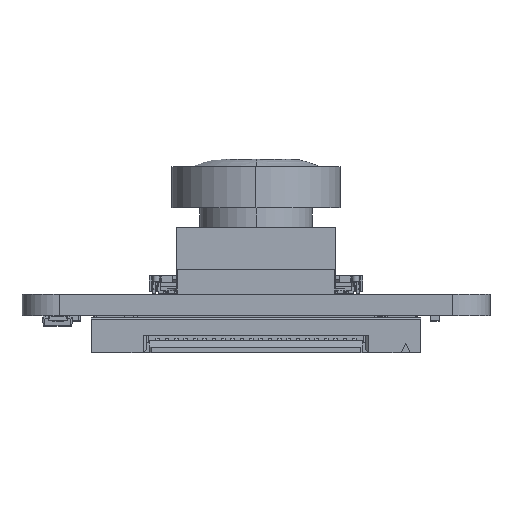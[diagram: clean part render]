
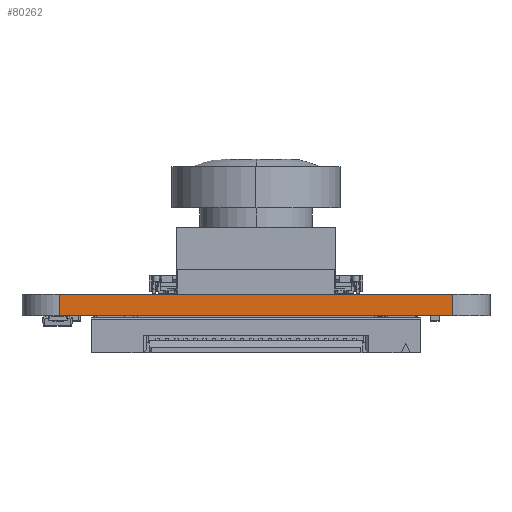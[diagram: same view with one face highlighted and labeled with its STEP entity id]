
A CAD part, front view. The second image highlights one B-rep face of the part: STEP entity #80262.
In plain terms, the highlighted planar face has unit normal (0, -1, 0).
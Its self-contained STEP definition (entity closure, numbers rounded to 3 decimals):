
#4508 = LINE ( 'NONE', #62851, #60411 ) ;
#10661 = ORIENTED_EDGE ( 'NONE', *, *, #49277, .F. ) ;
#17611 = PLANE ( 'NONE',  #87472 ) ;
#24349 = EDGE_LOOP ( 'NONE', ( #66148, #34409, #10661, #69401 ) ) ;
#24788 = DIRECTION ( 'NONE',  ( 0., 0., -1. ) ) ;
#24970 = LINE ( 'NONE', #32635, #69839 ) ;
#27249 = VECTOR ( 'NONE', #48171, 1000. ) ;
#29545 = LINE ( 'NONE', #47243, #27249 ) ;
#31750 = VECTOR ( 'NONE', #90841, 1000. ) ;
#32456 = DIRECTION ( 'NONE',  ( 0., -1., 0. ) ) ;
#32635 = CARTESIAN_POINT ( 'NONE',  ( 10.5, -9.362, 1.142 ) ) ;
#33439 = CARTESIAN_POINT ( 'NONE',  ( 10.5, -9.362, 0. ) ) ;
#34237 = EDGE_CURVE ( 'NONE', #49709, #70094, #48290, .T. ) ;
#34409 = ORIENTED_EDGE ( 'NONE', *, *, #86208, .T. ) ;
#34529 = EDGE_CURVE ( 'NONE', #49709, #45008, #29545, .T. ) ;
#41697 = CARTESIAN_POINT ( 'NONE',  ( 10.5, -9.362, 1.142 ) ) ;
#45008 = VERTEX_POINT ( 'NONE', #41697 ) ;
#47243 = CARTESIAN_POINT ( 'NONE',  ( 10.5, -9.362, 0. ) ) ;
#47469 = DIRECTION ( 'NONE',  ( -1., 0., 0. ) ) ;
#48171 = DIRECTION ( 'NONE',  ( 0., 0., 1. ) ) ;
#48290 = LINE ( 'NONE', #33439, #31750 ) ;
#49277 = EDGE_CURVE ( 'NONE', #70094, #90950, #4508, .T. ) ;
#49709 = VERTEX_POINT ( 'NONE', #62261 ) ;
#60411 = VECTOR ( 'NONE', #91997, 1000. ) ;
#62261 = CARTESIAN_POINT ( 'NONE',  ( 10.5, -9.362, 0. ) ) ;
#62851 = CARTESIAN_POINT ( 'NONE',  ( -10.5, -9.362, 0. ) ) ;
#63950 = CARTESIAN_POINT ( 'NONE',  ( -10.5, -9.362, 0. ) ) ;
#66148 = ORIENTED_EDGE ( 'NONE', *, *, #34529, .T. ) ;
#69401 = ORIENTED_EDGE ( 'NONE', *, *, #34237, .F. ) ;
#69839 = VECTOR ( 'NONE', #47469, 1000. ) ;
#70094 = VERTEX_POINT ( 'NONE', #63950 ) ;
#75021 = FACE_OUTER_BOUND ( 'NONE', #24349, .T. ) ;
#75979 = CARTESIAN_POINT ( 'NONE',  ( 10.5, -9.362, 0. ) ) ;
#79064 = CARTESIAN_POINT ( 'NONE',  ( -10.5, -9.362, 1.142 ) ) ;
#80262 = ADVANCED_FACE ( 'NONE', ( #75021 ), #17611, .T. ) ;
#86208 = EDGE_CURVE ( 'NONE', #45008, #90950, #24970, .T. ) ;
#87472 = AXIS2_PLACEMENT_3D ( 'NONE', #75979, #32456, #24788 ) ;
#90841 = DIRECTION ( 'NONE',  ( -1., 0., 0. ) ) ;
#90950 = VERTEX_POINT ( 'NONE', #79064 ) ;
#91997 = DIRECTION ( 'NONE',  ( 0., 0., 1. ) ) ;
